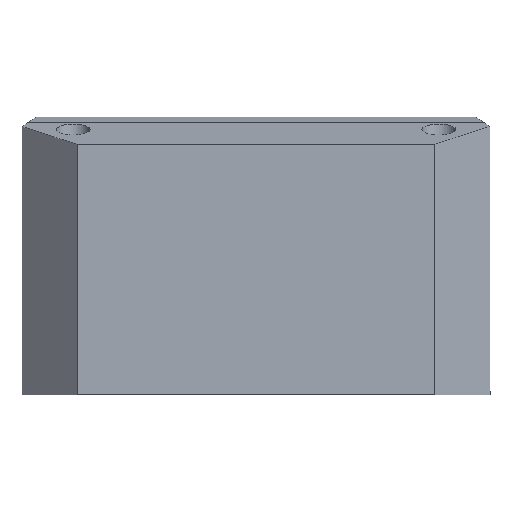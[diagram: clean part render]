
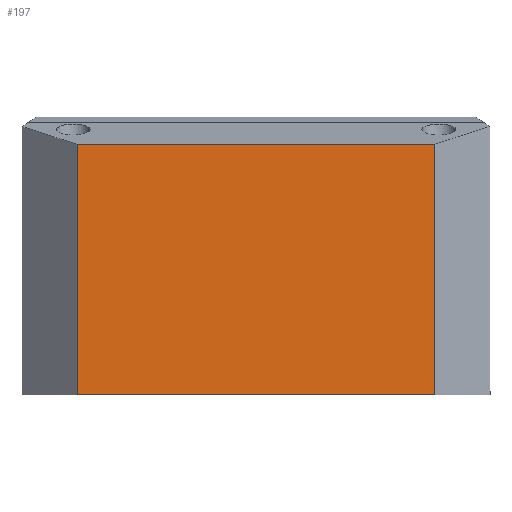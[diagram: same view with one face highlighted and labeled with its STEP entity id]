
A CAD part, top view. The second image highlights one B-rep face of the part: STEP entity #197.
In plain terms, the highlighted planar face has unit normal (0, 0, 1).
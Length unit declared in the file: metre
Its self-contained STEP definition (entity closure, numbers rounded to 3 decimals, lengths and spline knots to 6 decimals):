
#22=ORIENTED_EDGE('',*,*,#71,.F.);
#23=ORIENTED_EDGE('',*,*,#72,.T.);
#24=ORIENTED_EDGE('',*,*,#73,.T.);
#25=ORIENTED_EDGE('',*,*,#74,.F.);
#71=EDGE_CURVE('',#96,#93,#114,.T.);
#72=EDGE_CURVE('',#96,#97,#115,.T.);
#73=EDGE_CURVE('',#97,#98,#116,.T.);
#74=EDGE_CURVE('',#93,#98,#117,.T.);
#93=VERTEX_POINT('',#291);
#96=VERTEX_POINT('',#296);
#97=VERTEX_POINT('',#300);
#98=VERTEX_POINT('',#302);
#114=LINE('',#297,#135);
#115=LINE('',#299,#136);
#116=LINE('',#301,#137);
#117=LINE('',#303,#138);
#135=VECTOR('',#242,1.);
#136=VECTOR('',#245,1.);
#137=VECTOR('',#246,1.);
#138=VECTOR('',#247,1.);
#154=EDGE_LOOP('',(#22,#23,#24,#25));
#171=FACE_BOUND('',#154,.T.);
#188=PLANE('',#221);
#197=ADVANCED_FACE('',(#171),#188,.T.);
#221=AXIS2_PLACEMENT_3D('',#298,#243,#244);
#242=DIRECTION('',(0.,-1.,0.));
#243=DIRECTION('',(0.,0.,1.));
#244=DIRECTION('',(1.,0.,0.));
#245=DIRECTION('',(-1.,0.,0.));
#246=DIRECTION('',(0.,-1.,0.));
#247=DIRECTION('',(-1.,0.,0.));
#291=CARTESIAN_POINT('',(0.018478,0.0022,0.009722));
#296=CARTESIAN_POINT('',(0.018478,0.028035,0.009722));
#297=CARTESIAN_POINT('',(0.018478,0.015118,0.009722));
#298=CARTESIAN_POINT('',(0.027702,0.015118,0.009722));
#299=CARTESIAN_POINT('',(0.027702,0.028035,0.009722));
#300=CARTESIAN_POINT('',(-0.018478,0.028035,0.009722));
#301=CARTESIAN_POINT('',(-0.018478,0.015118,0.009722));
#302=CARTESIAN_POINT('',(-0.018478,0.0022,0.009722));
#303=CARTESIAN_POINT('',(0.027702,0.0022,0.009722));
